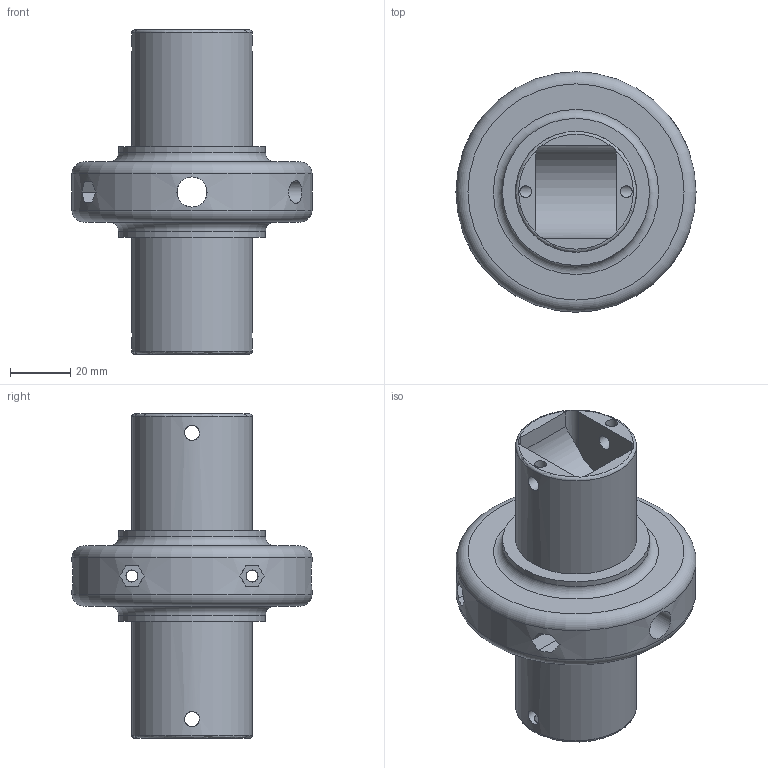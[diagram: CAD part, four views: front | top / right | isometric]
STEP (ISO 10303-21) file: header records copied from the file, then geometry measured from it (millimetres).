
FILE_DESCRIPTION(/* description */ (''),/* implementation_level */ '2;1');
FILE_NAME(/* name */ 'Omni-ball_core.step',/* time_stamp */ '2024-05-15T00:54:45+03:00',/* author */ (''),/* organization */ (''),/* preprocessor_version */ 'ST-DEVELOPER v20',/* originating_system */ 'Autodesk Translation Framework v12.20.1.177',/* authorisation */ '');
FILE_SCHEMA (('AUTOMOTIVE_DESIGN { 1 0 10303 214 3 1 1 }'));
Length unit declared in the file: millimetre
Products named in the file (1): Omni-ball_core
Bounding box: 80 x 80 x 108 mm (x, y, z)
Volume: 176385 mm3; surface area: 33803.9 mm2
Topology: 1 solids, 1 shells, 72 faces, 203 edges, 137 vertices
Faces by surface type: plane 36, cylinder 30, torus 6
Full cylindrical faces by diameter (mm): 3.9 x4, 4 x4, 5 x4, 7.5 x2, 10 x1, 40.25 x2, 49 x2, 80 x1
Entity records: 3047 total; most frequent: CARTESIAN_POINT 1111, ORIENTED_EDGE 406, DIRECTION 376, EDGE_CURVE 203, AXIS2_PLACEMENT_3D 150, VERTEX_POINT 137, EDGE_LOOP 102, LINE 76
